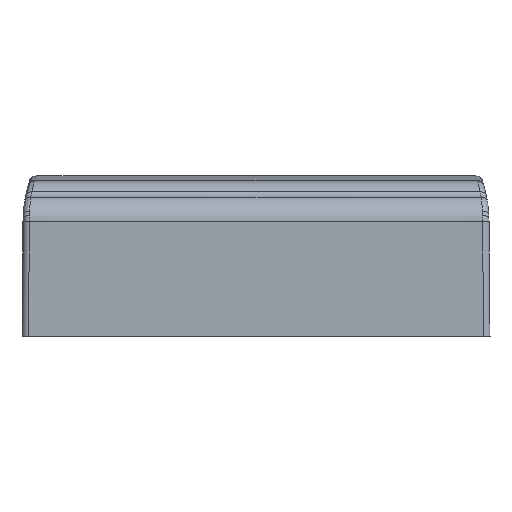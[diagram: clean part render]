
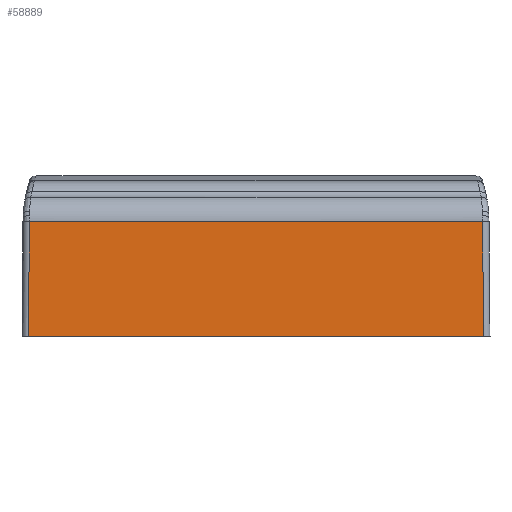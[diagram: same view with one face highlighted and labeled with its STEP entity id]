
A CAD part, front view. The second image highlights one B-rep face of the part: STEP entity #58889.
In plain terms, the highlighted planar face has unit normal (0, -1, 0.009).
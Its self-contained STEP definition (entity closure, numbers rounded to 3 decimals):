
#2206 = CARTESIAN_POINT ( 'NONE',  ( 140.902, -169.902, 71.236 ) ) ;
#4308 = ORIENTED_EDGE ( 'NONE', *, *, #19665, .T. ) ;
#5961 = LINE ( 'NONE', #98189, #124990 ) ;
#11081 = CARTESIAN_POINT ( 'NONE',  ( 141.524, -170.524, 0. ) ) ;
#12159 = LINE ( 'NONE', #115653, #42803 ) ;
#16599 = EDGE_LOOP ( 'NONE', ( #4308, #88955, #41583, #24609 ) ) ;
#16669 = EDGE_CURVE ( 'NONE', #98715, #92468, #133707, .T. ) ;
#19665 = EDGE_CURVE ( 'NONE', #61142, #37413, #36893, .T. ) ;
#20195 = EDGE_CURVE ( 'NONE', #61142, #92468, #5961, .T. ) ;
#24609 = ORIENTED_EDGE ( 'NONE', *, *, #20195, .F. ) ;
#33233 = FACE_OUTER_BOUND ( 'NONE', #16599, .T. ) ;
#36893 = LINE ( 'NONE', #93945, #128820 ) ;
#37413 = VERTEX_POINT ( 'NONE', #100258 ) ;
#38103 = AXIS2_PLACEMENT_3D ( 'NONE', #124303, #55292, #135853 ) ;
#41583 = ORIENTED_EDGE ( 'NONE', *, *, #16669, .T. ) ;
#41765 = VECTOR ( 'NONE', #61861, 1000. ) ;
#42803 = VECTOR ( 'NONE', #127650, 1000. ) ;
#54284 = PLANE ( 'NONE',  #38103 ) ;
#55292 = DIRECTION ( 'NONE',  ( 0., -1., 0.009 ) ) ;
#58889 = ADVANCED_FACE ( 'NONE', ( #33233 ), #54284, .T. ) ;
#59612 = DIRECTION ( 'NONE',  ( -1., 0., 0. ) ) ;
#61142 = VERTEX_POINT ( 'NONE', #2206 ) ;
#61861 = DIRECTION ( 'NONE',  ( 1., 0., 0. ) ) ;
#63915 = EDGE_CURVE ( 'NONE', #98715, #37413, #12159, .T. ) ;
#88955 = ORIENTED_EDGE ( 'NONE', *, *, #63915, .F. ) ;
#92468 = VERTEX_POINT ( 'NONE', #11081 ) ;
#93945 = CARTESIAN_POINT ( 'NONE',  ( 0., -169.902, 71.236 ) ) ;
#98189 = CARTESIAN_POINT ( 'NONE',  ( 140.988, -169.987, 61.448 ) ) ;
#98715 = VERTEX_POINT ( 'NONE', #107373 ) ;
#100258 = CARTESIAN_POINT ( 'NONE',  ( -140.902, -169.902, 71.236 ) ) ;
#107373 = CARTESIAN_POINT ( 'NONE',  ( -141.524, -170.524, 0. ) ) ;
#115653 = CARTESIAN_POINT ( 'NONE',  ( -140.989, -169.989, 61.23 ) ) ;
#119234 = CARTESIAN_POINT ( 'NONE',  ( 145., -170.524, 0. ) ) ;
#121825 = DIRECTION ( 'NONE',  ( 0.009, -0.009, -1. ) ) ;
#124303 = CARTESIAN_POINT ( 'NONE',  ( 0., -170., 60. ) ) ;
#124990 = VECTOR ( 'NONE', #121825, 1000. ) ;
#127650 = DIRECTION ( 'NONE',  ( 0.009, 0.009, 1. ) ) ;
#128820 = VECTOR ( 'NONE', #59612, 1000. ) ;
#133707 = LINE ( 'NONE', #119234, #41765 ) ;
#135853 = DIRECTION ( 'NONE',  ( 0., -0.009, -1. ) ) ;
